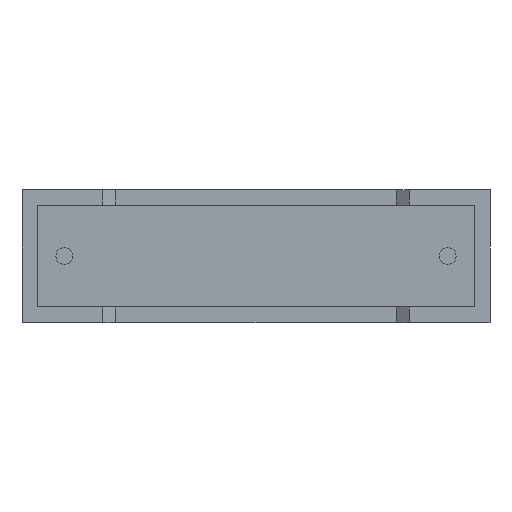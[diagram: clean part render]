
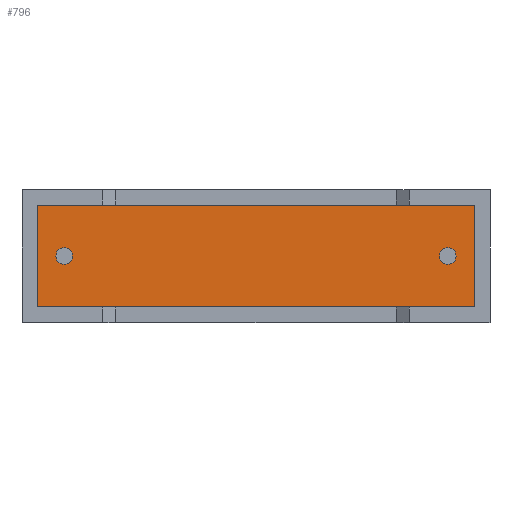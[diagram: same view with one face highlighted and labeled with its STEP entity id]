
A CAD part, front view. The second image highlights one B-rep face of the part: STEP entity #796.
In plain terms, the highlighted planar face has unit normal (0, -1, 0).
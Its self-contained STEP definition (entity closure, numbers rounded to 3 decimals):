
#49 = CARTESIAN_POINT ( 'NONE',  ( 16.65, 0.75, 2.275 ) ) ;
#119 = CARTESIAN_POINT ( 'NONE',  ( 0., 0.75, 0. ) ) ;
#145 = ORIENTED_EDGE ( 'NONE', *, *, #2210, .T. ) ;
#190 = ORIENTED_EDGE ( 'NONE', *, *, #832, .T. ) ;
#202 = DIRECTION ( 'NONE',  ( 0., 0., -1. ) ) ;
#213 = CARTESIAN_POINT ( 'NONE',  ( 0.61, 0.75, 4.59 ) ) ;
#240 = ORIENTED_EDGE ( 'NONE', *, *, #2079, .F. ) ;
#318 = AXIS2_PLACEMENT_3D ( 'NONE', #119, #2870, #2658 ) ;
#330 = VERTEX_POINT ( 'NONE', #49 ) ;
#353 = DIRECTION ( 'NONE',  ( -1., 0., 0. ) ) ;
#402 = EDGE_LOOP ( 'NONE', ( #145, #3037, #190, #1175 ) ) ;
#457 = CARTESIAN_POINT ( 'NONE',  ( 16.65, 0.75, 2.6 ) ) ;
#525 = FACE_BOUND ( 'NONE', #859, .T. ) ;
#539 = CARTESIAN_POINT ( 'NONE',  ( 17.69, 0.75, 4.59 ) ) ;
#634 = DIRECTION ( 'NONE',  ( 0., 0., -1. ) ) ;
#673 = CIRCLE ( 'NONE', #931, 0.325 ) ;
#692 = VERTEX_POINT ( 'NONE', #2809 ) ;
#715 = DIRECTION ( 'NONE',  ( 0., 0., -1. ) ) ;
#796 = ADVANCED_FACE ( 'NONE', ( #1941, #2173, #525 ), #1463, .T. ) ;
#832 = EDGE_CURVE ( 'NONE', #2095, #1238, #1283, .T. ) ;
#859 = EDGE_LOOP ( 'NONE', ( #240, #2021 ) ) ;
#899 = DIRECTION ( 'NONE',  ( 1., 0., 0. ) ) ;
#916 = DIRECTION ( 'NONE',  ( 0., -1., 0. ) ) ;
#931 = AXIS2_PLACEMENT_3D ( 'NONE', #1344, #2982, #634 ) ;
#987 = EDGE_CURVE ( 'NONE', #1238, #1922, #1352, .T. ) ;
#994 = DIRECTION ( 'NONE',  ( 0., 0., -1. ) ) ;
#1135 = CIRCLE ( 'NONE', #1326, 0.325 ) ;
#1140 = LINE ( 'NONE', #3023, #1379 ) ;
#1175 = ORIENTED_EDGE ( 'NONE', *, *, #987, .T. ) ;
#1179 = EDGE_LOOP ( 'NONE', ( #1550, #1701 ) ) ;
#1230 = CARTESIAN_POINT ( 'NONE',  ( 1.65, 0.75, 2.6 ) ) ;
#1232 = AXIS2_PLACEMENT_3D ( 'NONE', #1230, #2152, #994 ) ;
#1238 = VERTEX_POINT ( 'NONE', #539 ) ;
#1283 = LINE ( 'NONE', #1689, #2391 ) ;
#1323 = VECTOR ( 'NONE', #353, 1000. ) ;
#1326 = AXIS2_PLACEMENT_3D ( 'NONE', #457, #916, #202 ) ;
#1344 = CARTESIAN_POINT ( 'NONE',  ( 16.65, 0.75, 2.6 ) ) ;
#1352 = LINE ( 'NONE', #1757, #1323 ) ;
#1379 = VECTOR ( 'NONE', #899, 1000. ) ;
#1463 = PLANE ( 'NONE',  #318 ) ;
#1494 = VERTEX_POINT ( 'NONE', #1657 ) ;
#1550 = ORIENTED_EDGE ( 'NONE', *, *, #1868, .F. ) ;
#1641 = VERTEX_POINT ( 'NONE', #1720 ) ;
#1657 = CARTESIAN_POINT ( 'NONE',  ( 16.65, 0.75, 2.925 ) ) ;
#1689 = CARTESIAN_POINT ( 'NONE',  ( 17.69, 0.75, 0.61 ) ) ;
#1701 = ORIENTED_EDGE ( 'NONE', *, *, #1735, .F. ) ;
#1713 = CARTESIAN_POINT ( 'NONE',  ( 0.61, 0.75, 0.61 ) ) ;
#1720 = CARTESIAN_POINT ( 'NONE',  ( 1.65, 0.75, 2.925 ) ) ;
#1735 = EDGE_CURVE ( 'NONE', #330, #1494, #673, .T. ) ;
#1757 = CARTESIAN_POINT ( 'NONE',  ( 17.69, 0.75, 4.59 ) ) ;
#1774 = CARTESIAN_POINT ( 'NONE',  ( 1.65, 0.75, 2.6 ) ) ;
#1868 = EDGE_CURVE ( 'NONE', #1494, #330, #1135, .T. ) ;
#1897 = CARTESIAN_POINT ( 'NONE',  ( 0.61, 0.75, 4.59 ) ) ;
#1922 = VERTEX_POINT ( 'NONE', #1897 ) ;
#1941 = FACE_BOUND ( 'NONE', #1179, .T. ) ;
#2016 = DIRECTION ( 'NONE',  ( 0., 0., -1. ) ) ;
#2021 = ORIENTED_EDGE ( 'NONE', *, *, #2356, .F. ) ;
#2046 = DIRECTION ( 'NONE',  ( 0., -1., 0. ) ) ;
#2049 = AXIS2_PLACEMENT_3D ( 'NONE', #1774, #2046, #2016 ) ;
#2079 = EDGE_CURVE ( 'NONE', #1641, #692, #2493, .T. ) ;
#2095 = VERTEX_POINT ( 'NONE', #2282 ) ;
#2152 = DIRECTION ( 'NONE',  ( 0., -1., 0. ) ) ;
#2173 = FACE_OUTER_BOUND ( 'NONE', #402, .T. ) ;
#2189 = DIRECTION ( 'NONE',  ( 0., 0., 1. ) ) ;
#2210 = EDGE_CURVE ( 'NONE', #1922, #2342, #2369, .T. ) ;
#2282 = CARTESIAN_POINT ( 'NONE',  ( 17.69, 0.75, 0.61 ) ) ;
#2342 = VERTEX_POINT ( 'NONE', #1713 ) ;
#2356 = EDGE_CURVE ( 'NONE', #692, #1641, #2753, .T. ) ;
#2369 = LINE ( 'NONE', #213, #2547 ) ;
#2391 = VECTOR ( 'NONE', #2189, 1000. ) ;
#2493 = CIRCLE ( 'NONE', #2049, 0.325 ) ;
#2547 = VECTOR ( 'NONE', #715, 1000. ) ;
#2658 = DIRECTION ( 'NONE',  ( 0., 0., -1. ) ) ;
#2753 = CIRCLE ( 'NONE', #1232, 0.325 ) ;
#2809 = CARTESIAN_POINT ( 'NONE',  ( 1.65, 0.75, 2.275 ) ) ;
#2870 = DIRECTION ( 'NONE',  ( 0., -1., 0. ) ) ;
#2982 = DIRECTION ( 'NONE',  ( 0., -1., 0. ) ) ;
#2989 = EDGE_CURVE ( 'NONE', #2342, #2095, #1140, .T. ) ;
#3023 = CARTESIAN_POINT ( 'NONE',  ( 0.61, 0.75, 0.61 ) ) ;
#3037 = ORIENTED_EDGE ( 'NONE', *, *, #2989, .T. ) ;
